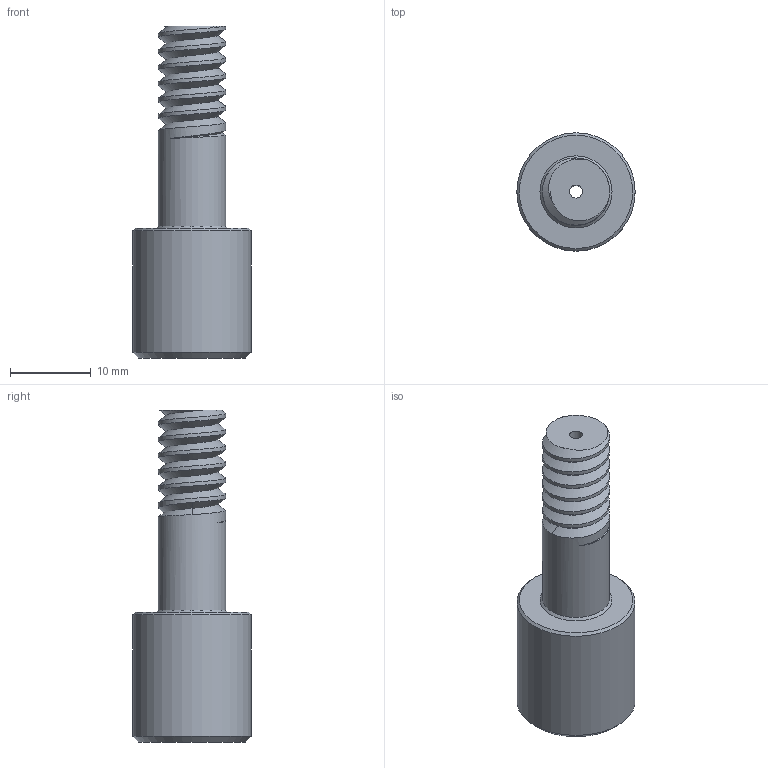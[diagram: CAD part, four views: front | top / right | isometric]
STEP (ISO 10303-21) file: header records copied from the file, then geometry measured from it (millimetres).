
FILE_DESCRIPTION(('FreeCAD Model'),'2;1');
FILE_NAME('Open CASCADE Shape Model','2025-03-10T09:15:40',(''),(''), 'Open CASCADE STEP processor 7.8','FreeCAD','Unknown');
FILE_SCHEMA(('AUTOMOTIVE_DESIGN { 1 0 10303 214 1 1 1 1 }'));
Length unit declared in the file: millimetre
Products named in the file (1): screw
Bounding box: 14.6 x 14.6 x 41 mm (x, y, z)
Volume: 3818.3 mm3; surface area: 1997.8 mm2
Topology: 1 solids, 1 shells, 33 faces, 67 edges, 37 vertices
Faces by surface type: bspline 16, cylinder 10, cone 4, plane 3
Full cylindrical faces by diameter (mm): 1.6 x1, 8.3 x7, 14.6 x1
Entity records: 5563 total; most frequent: CARTESIAN_POINT 4320, DIRECTION 166, ORIENTED_EDGE 134, PCURVE 134, DEFINITIONAL_REPRESENTATION 134, LINE 101, VECTOR 101, B_SPLINE_CURVE_WITH_KNOTS 82
